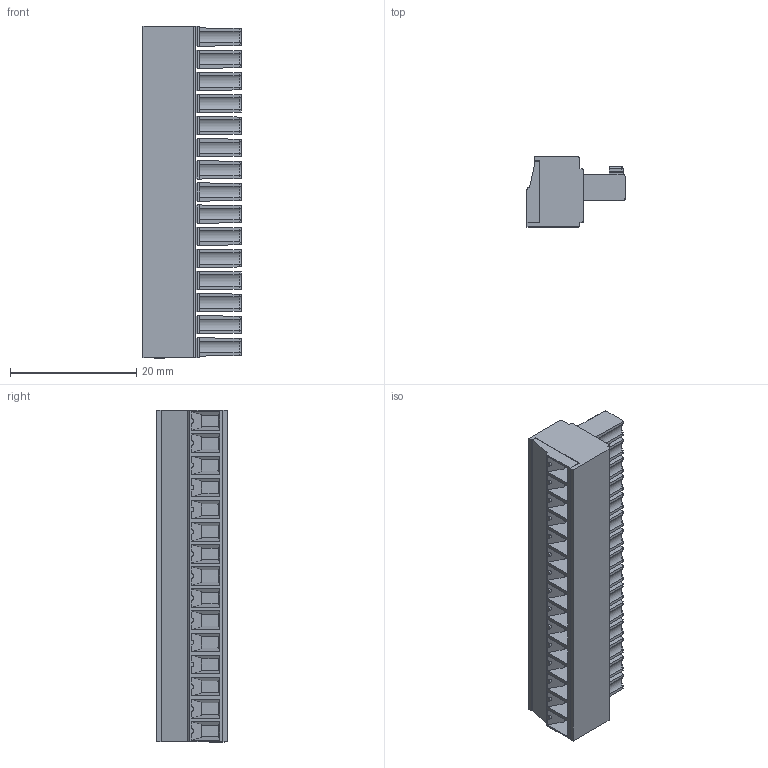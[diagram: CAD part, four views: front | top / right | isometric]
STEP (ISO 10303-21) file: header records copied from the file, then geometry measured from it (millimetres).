
FILE_DESCRIPTION(('STEP AP214'),'1');
FILE_NAME('SH08-7.stp','2018-11-19T09:02:03',(' '),(' '),'Spatial InterOp 3D',' ',' ');
FILE_SCHEMA(('AUTOMOTIVE_DESIGN { 1 0 10303 214 1 1 1 1 }'));
Length unit declared in the file: metre
Products named in the file (1): 1
Bounding box: 15.5 x 11.1 x 52.5 mm (x, y, z)
Volume: 4809.4 mm3; surface area: 5892 mm2
Topology: 1 solids, 1 shells, 1148 faces, 3048 edges, 1945 vertices
Faces by surface type: plane 775, cylinder 267, cone 45, torus 31, sphere 30
Full cylindrical faces by diameter (mm): 1.2 x15, 1.8 x7, 2.8 x15, 3 x15
Entity records: 43689 total; most frequent: CARTESIAN_POINT 6564, ORIENTED_EDGE 5732, DIRECTION 5687, EDGE_CURVE 2866, LINE 2151, VECTOR 2151, VERTEX_POINT 1890, AXIS2_PLACEMENT_3D 1768
